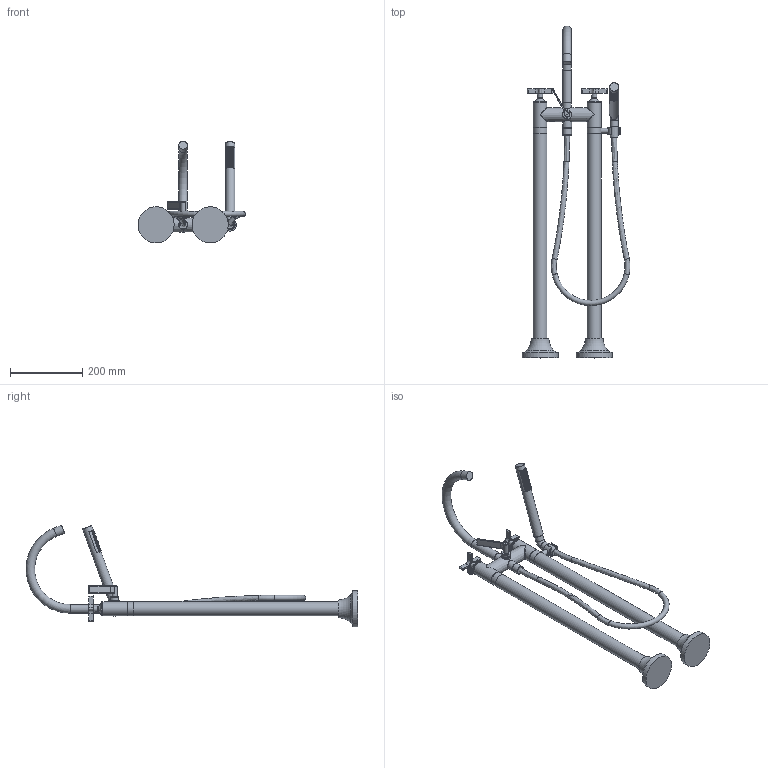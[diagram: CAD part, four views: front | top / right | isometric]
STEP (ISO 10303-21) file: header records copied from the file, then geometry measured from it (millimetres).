
FILE_DESCRIPTION (( 'STEP AP203' ), '1' );
FILE_NAME ('25943809-00.STEP', '2019-07-17T05:49:33', ( '' ), ( '' ), 'SwSTEP 2.0', 'SolidWorks 2017', '' );
FILE_SCHEMA (( 'CONFIG_CONTROL_DESIGN' ));
Length unit declared in the file: millimetre
Products named in the file (19): Planungsmodell_Rosette-+-09.27.80.019.90-01_K1_D100x55; Planungsmodell_Brausehalter-+-04.28.10.029.01.94-01_-_K3; Planungsmodell_Rohr_gerade-+-28.568.780-10_ _K87_38x590; Planungsmodell_Griff-+-09.20.80.012-01_K1; Planungsmodell_Konus-+-09.30.02.005-03_-; Planungsmodell_Rohr-+-09.28.22.316.90-01_K2_D24x211; Planungsmodell_Nippel-+-09.24.03.156.90-01_K1_23 x 14,5 x 25,4; Planungsmodell_Koerper-+-04.12.11.140.10_04_K1; Planungsmodell_Schlauch-+-09.30.02.072-02_-_K2_Schlauch; 25943809-00; Planungsmodell_Einsatz-+-04.12.11.140.10_02_K1; Planungsmodell_Koerper-+-09.17.08.023.90-01_K3; Planungsmodell_Einsatz-+-04.12.11.140.10_03_K1; Planungsmodell_Griff-+-09.20.80.010-01_K1; Planungsmodell_Handbrause-+-04.12.11.140.10_01_K1; Planungsmodell_Rosette-+-09.27.80.017.90-01_K1; Planungsmodell_Nippel-+-36.009.780-04_ _K4_23x28x23x110ø; Planungsmodell_Rohr_gerade-+-28.568.780-10_ _K48_38x17; Planungsmodell_Huelse-+-28.050.780-01_ _K1
Assembly tree (23 placements, depth 4):
  25943809-00
    Planungsmodell_Koerper-+-09.17.08.023.90-01_K3
    Planungsmodell_Griff-+-09.20.80.010-01_K1  x2
    Planungsmodell_Rosette-+-09.27.80.017.90-01_K1  x2
    Planungsmodell_Rohr_gerade-+-28.568.780-10_ _K48_38x17  x2
    Planungsmodell_Rosette-+-09.27.80.019.90-01_K1_D100x55  x2
    Planungsmodell_Rohr_gerade-+-28.568.780-10_ _K87_38x590  x2
    Planungsmodell_Rohr-+-09.28.22.316.90-01_K2_D24x211
    Planungsmodell_Schlauch-+-09.30.02.072-02_-_K2_Schlauch
    Planungsmodell_Konus-+-09.30.02.005-03_-
    Planungsmodell_Handbrause-+-04.12.11.140.10_01_K1
      Planungsmodell_Koerper-+-04.12.11.140.10_04_K1
      Planungsmodell_Einsatz-+-04.12.11.140.10_03_K1
        Planungsmodell_Einsatz-+-04.12.11.140.10_02_K1
    Planungsmodell_Nippel-+-36.009.780-04_ _K4_23x28x23x110ø
    Planungsmodell_Huelse-+-28.050.780-01_ _K1
    Planungsmodell_Brausehalter-+-04.28.10.029.01.94-01_-_K3
    Planungsmodell_Griff-+-09.20.80.012-01_K1
    Planungsmodell_Nippel-+-09.24.03.156.90-01_K1_23 x 14,5 x 25,4
Bounding box: 299.12 x 919.41 x 281.99 mm (x, y, z)
Volume: 2760251.7 mm3; surface area: 385830.3 mm2
Topology: 21 solids, 21 shells, 569 faces, 1187 edges, 724 vertices
Faces by surface type: torus 158, plane 157, cylinder 143, bspline 74, cone 26, sphere 11
Full cylindrical faces by diameter (mm): 3 x65, 10.36 x3, 14 x2, 20.6 x1, 21.7 x1, 23 x3, 24 x3, 24.5 x2, 24.7 x1, 25.4 x1, 26 x1, 36.8 x2, 38 x8, 100 x2
Entity records: 20000 total; most frequent: CARTESIAN_POINT 9573, DIRECTION 1785, ORIENTED_EDGE 1340, AXIS2_PLACEMENT_3D 848, EDGE_LOOP 735, EDGE_CURVE 670, FACE_OUTER_BOUND 655, VERTEX_POINT 507
